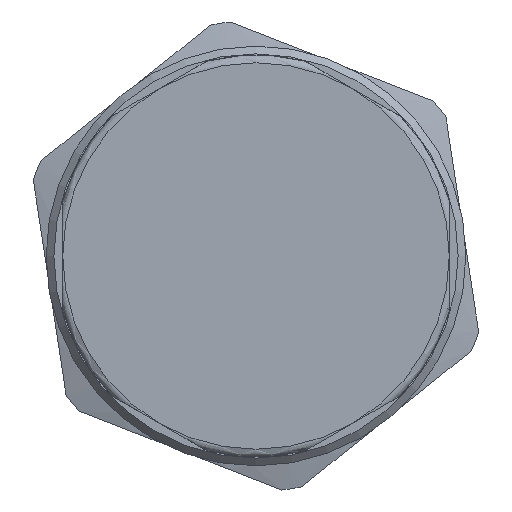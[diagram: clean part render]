
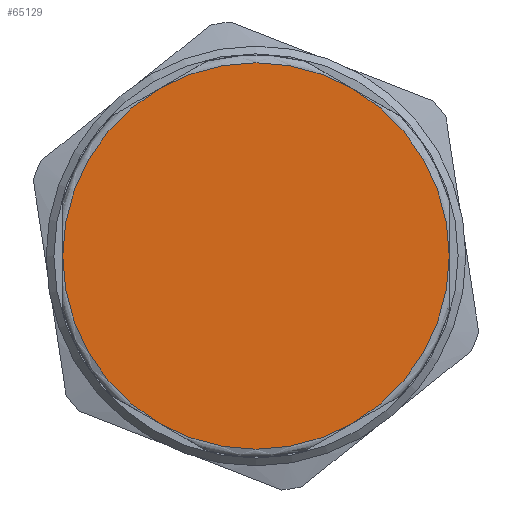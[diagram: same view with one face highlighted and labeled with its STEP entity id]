
A CAD part, left-side view. The second image highlights one B-rep face of the part: STEP entity #65129.
In plain terms, the highlighted planar face has unit normal (-1, 0, 0).
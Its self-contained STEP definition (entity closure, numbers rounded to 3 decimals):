
#64143=CARTESIAN_POINT('',(0.0,6.25,-10.825));
#64144=VERTEX_POINT('',#64143);
#64245=CARTESIAN_POINT('',(0.0,-6.25,-10.825));
#64246=VERTEX_POINT('',#64245);
#64349=CARTESIAN_POINT('',(0.0,-12.5,0.));
#64350=VERTEX_POINT('',#64349);
#64453=CARTESIAN_POINT('',(0.0,-6.25,10.825));
#64454=VERTEX_POINT('',#64453);
#64557=CARTESIAN_POINT('',(0.0,6.25,10.825));
#64558=VERTEX_POINT('',#64557);
#64636=CARTESIAN_POINT('',(0.0,12.5,0.0));
#64637=VERTEX_POINT('',#64636);
#64655=CARTESIAN_POINT('',(0.0,0.0,0.0));
#64656=DIRECTION('',(1.0,0.0,0.0));
#64657=DIRECTION('',(0.0,-1.0,0.0));
#64658=AXIS2_PLACEMENT_3D('',#64655,#64656,#64657);
#64659=CIRCLE('',#64658,12.5);
#64660=EDGE_CURVE('',#64637,#64558,#64659,.T.);
#64679=CARTESIAN_POINT('',(0.0,0.0,0.0));
#64680=DIRECTION('',(1.0,0.0,0.0));
#64681=DIRECTION('',(0.0,-1.0,0.0));
#64682=AXIS2_PLACEMENT_3D('',#64679,#64680,#64681);
#64683=CIRCLE('',#64682,12.5);
#64684=EDGE_CURVE('',#64558,#64454,#64683,.T.);
#64703=CARTESIAN_POINT('',(0.0,0.0,0.0));
#64704=DIRECTION('',(1.0,0.0,0.0));
#64705=DIRECTION('',(0.0,-1.0,0.0));
#64706=AXIS2_PLACEMENT_3D('',#64703,#64704,#64705);
#64707=CIRCLE('',#64706,12.5);
#64708=EDGE_CURVE('',#64454,#64350,#64707,.T.);
#64727=CARTESIAN_POINT('',(0.0,0.0,0.0));
#64728=DIRECTION('',(1.0,0.0,0.0));
#64729=DIRECTION('',(0.0,-1.0,0.0));
#64730=AXIS2_PLACEMENT_3D('',#64727,#64728,#64729);
#64731=CIRCLE('',#64730,12.5);
#64732=EDGE_CURVE('',#64350,#64246,#64731,.T.);
#64751=CARTESIAN_POINT('',(0.0,0.0,0.0));
#64752=DIRECTION('',(1.0,0.0,0.0));
#64753=DIRECTION('',(0.0,-1.0,0.0));
#64754=AXIS2_PLACEMENT_3D('',#64751,#64752,#64753);
#64755=CIRCLE('',#64754,12.5);
#64756=EDGE_CURVE('',#64246,#64144,#64755,.T.);
#65104=CARTESIAN_POINT('',(0.0,0.0,0.0));
#65105=DIRECTION('',(1.0,0.0,0.0));
#65106=DIRECTION('',(0.0,-1.0,0.0));
#65107=AXIS2_PLACEMENT_3D('',#65104,#65105,#65106);
#65108=CIRCLE('',#65107,12.5);
#65109=EDGE_CURVE('',#64144,#64637,#65108,.T.);
#65116=CARTESIAN_POINT('',(0.0,10.688,0.0));
#65117=DIRECTION('',(-1.0,0.0,0.0));
#65118=DIRECTION('',(0.0,0.0,1.0));
#65119=AXIS2_PLACEMENT_3D('',#65116,#65117,#65118);
#65120=PLANE('',#65119);
#65121=ORIENTED_EDGE('',*,*,#64660,.F.);
#65122=ORIENTED_EDGE('',*,*,#65109,.F.);
#65123=ORIENTED_EDGE('',*,*,#64756,.F.);
#65124=ORIENTED_EDGE('',*,*,#64732,.F.);
#65125=ORIENTED_EDGE('',*,*,#64708,.F.);
#65126=ORIENTED_EDGE('',*,*,#64684,.F.);
#65127=EDGE_LOOP('',(#65121,#65122,#65123,#65124,#65125,#65126));
#65128=FACE_OUTER_BOUND('',#65127,.T.);
#65129=ADVANCED_FACE('',(#65128),#65120,.T.);
